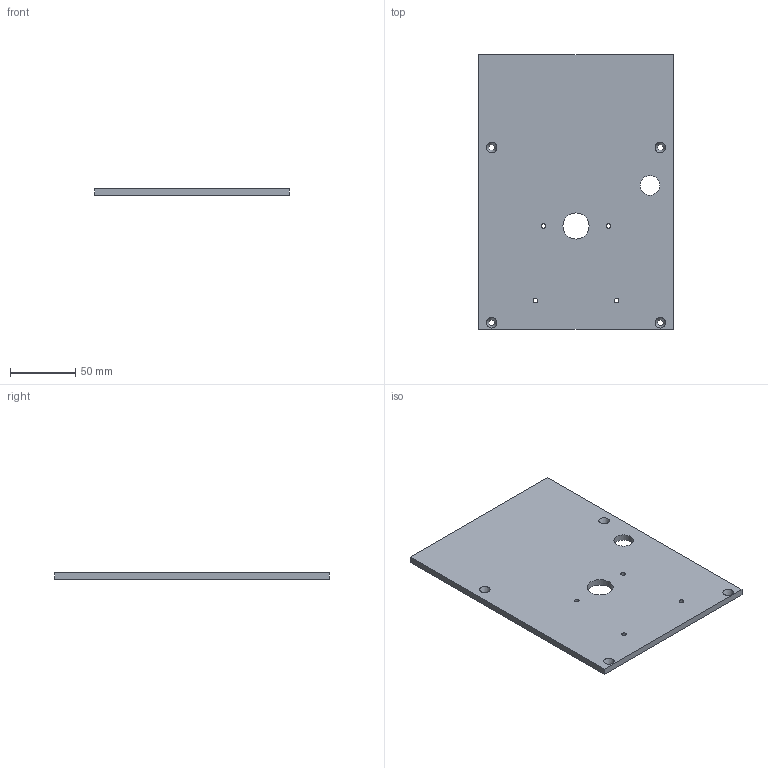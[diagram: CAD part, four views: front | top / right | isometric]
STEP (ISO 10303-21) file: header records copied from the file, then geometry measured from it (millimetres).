
FILE_DESCRIPTION(/* description */ (''),/* implementation_level */ '2;1');
FILE_NAME(/* name */ 'cfd89663-d45a-42f1-933a-e25846739707.zip.stp',/* time_stamp */ '2024-02-04T16:46:12Z',/* author */ (''),/* organization */ (''),/* preprocessor_version */ 'ST-DEVELOPER v20',/* originating_system */ 'Autodesk Translation Framework v12.20.1.177',/* authorisation */ '');
FILE_SCHEMA (('AUTOMOTIVE_DESIGN { 1 0 10303 214 3 1 1 }'));
Length unit declared in the file: millimetre
Products named in the file (1): Estrutura_robo_superior
Bounding box: 149 x 210 x 5 mm (x, y, z)
Volume: 153212.7 mm3; surface area: 66021.8 mm2
Topology: 1 solids, 1 shells, 20 faces, 50 edges, 32 vertices
Faces by surface type: cylinder 10, plane 6, cone 4
Full cylindrical faces by diameter (mm): 3.5 x4, 4.5 x4, 15 x1, 20 x1
Entity records: 686 total; most frequent: DIRECTION 116, CARTESIAN_POINT 103, ORIENTED_EDGE 100, EDGE_CURVE 50, AXIS2_PLACEMENT_3D 45, EDGE_LOOP 40, VERTEX_POINT 32, LINE 26
